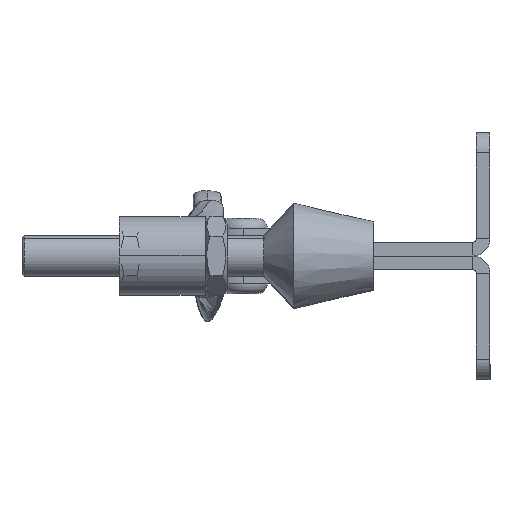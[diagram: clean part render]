
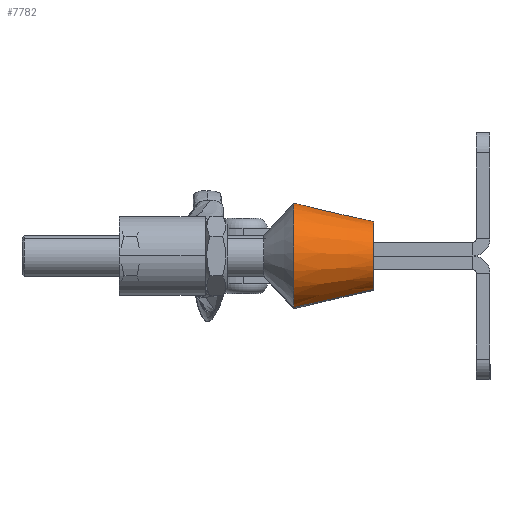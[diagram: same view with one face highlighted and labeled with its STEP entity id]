
A CAD part, left-side view. The second image highlights one B-rep face of the part: STEP entity #7782.
In plain terms, the highlighted conical face has half-angle 13 degrees and reference radius 5 mm.
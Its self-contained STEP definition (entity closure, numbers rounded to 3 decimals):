
#1668 = FACE_OUTER_BOUND ( 'NONE', #26740, .T. ) ;
#1676 = CONICAL_SURFACE ( 'NONE', #25109, 5., 0.227 ) ;
#2764 = AXIS2_PLACEMENT_3D ( 'NONE', #23964, #23966, #23968 ) ;
#2765 = AXIS2_PLACEMENT_3D ( 'NONE', #23973, #23975, #23977 ) ;
#5073 = CARTESIAN_POINT ( 'NONE',  ( 0., 0., 5. ) ) ;
#5075 = CARTESIAN_POINT ( 'NONE',  ( 0., 0., -5. ) ) ;
#5079 = CARTESIAN_POINT ( 'NONE',  ( 0., 11.631, 7.685 ) ) ;
#5080 = CARTESIAN_POINT ( 'NONE',  ( 0., 11.631, -7.685 ) ) ;
#5561 = VERTEX_POINT ( 'NONE', #5073 ) ;
#5563 = VERTEX_POINT ( 'NONE', #5075 ) ;
#5567 = VERTEX_POINT ( 'NONE', #5079 ) ;
#5568 = VERTEX_POINT ( 'NONE', #5080 ) ;
#7346 = DIRECTION ( 'NONE',  ( 0., 0., 1. ) ) ;
#7348 = DIRECTION ( 'NONE',  ( 0., 1., 0. ) ) ;
#7350 = CARTESIAN_POINT ( 'NONE',  ( 0., 0., 0. ) ) ;
#7782 = ADVANCED_FACE ( 'NONE', ( #1668 ), #1676, .T. ) ;
#14782 = ORIENTED_EDGE ( 'NONE', *, *, #18817, .T. ) ;
#14810 = ORIENTED_EDGE ( 'NONE', *, *, #18819, .F. ) ;
#14842 = ORIENTED_EDGE ( 'NONE', *, *, #18812, .T. ) ;
#14942 = ORIENTED_EDGE ( 'NONE', *, *, #18813, .F. ) ;
#18812 = EDGE_CURVE ( 'NONE', #5563, #5561, #28760, .T. ) ;
#18813 = EDGE_CURVE ( 'NONE', #5568, #5567, #28762, .T. ) ;
#18817 = EDGE_CURVE ( 'NONE', #5561, #5567, #28767, .T. ) ;
#18819 = EDGE_CURVE ( 'NONE', #5563, #5568, #28772, .T. ) ;
#23964 = CARTESIAN_POINT ( 'NONE',  ( 0., 0., 0. ) ) ;
#23966 = DIRECTION ( 'NONE',  ( 0., 1., 0. ) ) ;
#23968 = DIRECTION ( 'NONE',  ( 0., 0., 1. ) ) ;
#23973 = CARTESIAN_POINT ( 'NONE',  ( 0., 11.631, 0. ) ) ;
#23975 = DIRECTION ( 'NONE',  ( 0., 1., 0. ) ) ;
#23977 = DIRECTION ( 'NONE',  ( 0., 0., 1. ) ) ;
#23982 = DIRECTION ( 'NONE',  ( 0., 0.974, 0.225 ) ) ;
#23985 = CARTESIAN_POINT ( 'NONE',  ( 0., 0., -5. ) ) ;
#23988 = DIRECTION ( 'NONE',  ( 0., 0.974, -0.225 ) ) ;
#23990 = CARTESIAN_POINT ( 'NONE',  ( 0., 0., 5. ) ) ;
#25109 = AXIS2_PLACEMENT_3D ( 'NONE', #7350, #7348, #7346 ) ;
#26740 = EDGE_LOOP ( 'NONE', ( #14810, #14842, #14782, #14942 ) ) ;
#28760 = CIRCLE ( 'NONE', #2764, 5. ) ;
#28762 = CIRCLE ( 'NONE', #2765, 7.685 ) ;
#28767 = LINE ( 'NONE', #23990, #28771 ) ;
#28771 = VECTOR ( 'NONE', #23982, 1000. ) ;
#28772 = LINE ( 'NONE', #23985, #28774 ) ;
#28774 = VECTOR ( 'NONE', #23988, 1000. ) ;
